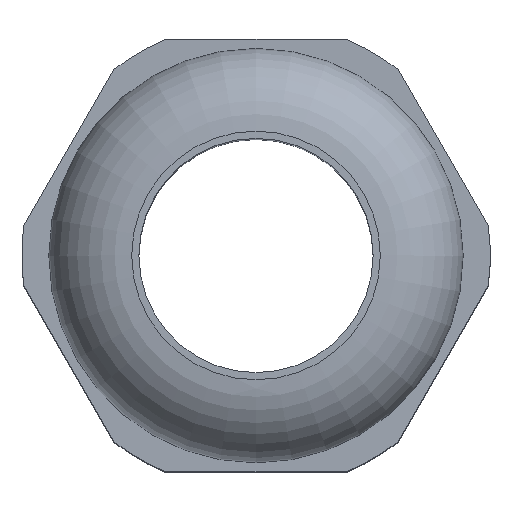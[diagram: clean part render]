
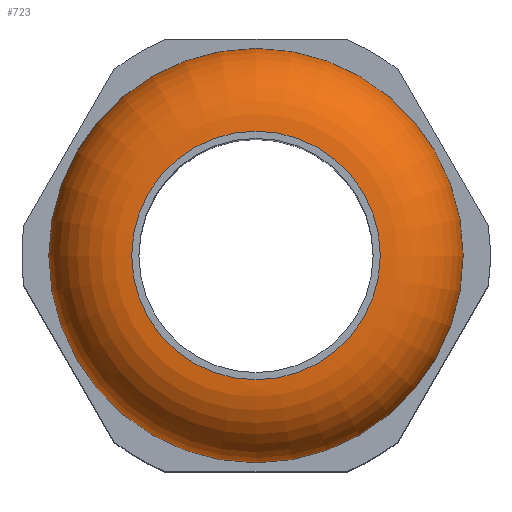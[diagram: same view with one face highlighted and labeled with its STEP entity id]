
A CAD part, top view. The second image highlights one B-rep face of the part: STEP entity #723.
In plain terms, the highlighted toroidal (fillet/blend) face has major radius 6.9 mm and minor radius 4.6 mm.
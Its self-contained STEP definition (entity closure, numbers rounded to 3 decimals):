
#21=TOROIDAL_SURFACE('',#813,6.9,4.6);
#248=ORIENTED_EDGE('',*,*,#420,.T.);
#249=ORIENTED_EDGE('',*,*,#427,.F.);
#420=EDGE_CURVE('',#504,#504,#548,.T.);
#427=EDGE_CURVE('',#505,#505,#549,.T.);
#504=VERTEX_POINT('',#1232);
#505=VERTEX_POINT('',#1241);
#548=CIRCLE('',#812,11.5);
#549=CIRCLE('',#814,6.9);
#584=EDGE_LOOP('',(#248));
#585=EDGE_LOOP('',(#249));
#646=FACE_BOUND('',#584,.T.);
#647=FACE_BOUND('',#585,.T.);
#723=ADVANCED_FACE('',(#646,#647),#21,.T.);
#812=AXIS2_PLACEMENT_3D('',#1231,#991,#992);
#813=AXIS2_PLACEMENT_3D('',#1239,#999,#1000);
#814=AXIS2_PLACEMENT_3D('',#1240,#1001,#1002);
#991=DIRECTION('',(0.,0.,1.));
#992=DIRECTION('',(0.,-1.,0.));
#999=DIRECTION('',(0.,0.,1.));
#1000=DIRECTION('',(0.,-1.,0.));
#1001=DIRECTION('',(0.,0.,1.));
#1002=DIRECTION('',(0.,-1.,0.));
#1231=CARTESIAN_POINT('',(0.,0.,31.4));
#1232=CARTESIAN_POINT('',(0.,-11.5,31.4));
#1239=CARTESIAN_POINT('',(0.,0.,31.4));
#1240=CARTESIAN_POINT('',(0.,0.,36.));
#1241=CARTESIAN_POINT('',(0.,-6.9,36.));
